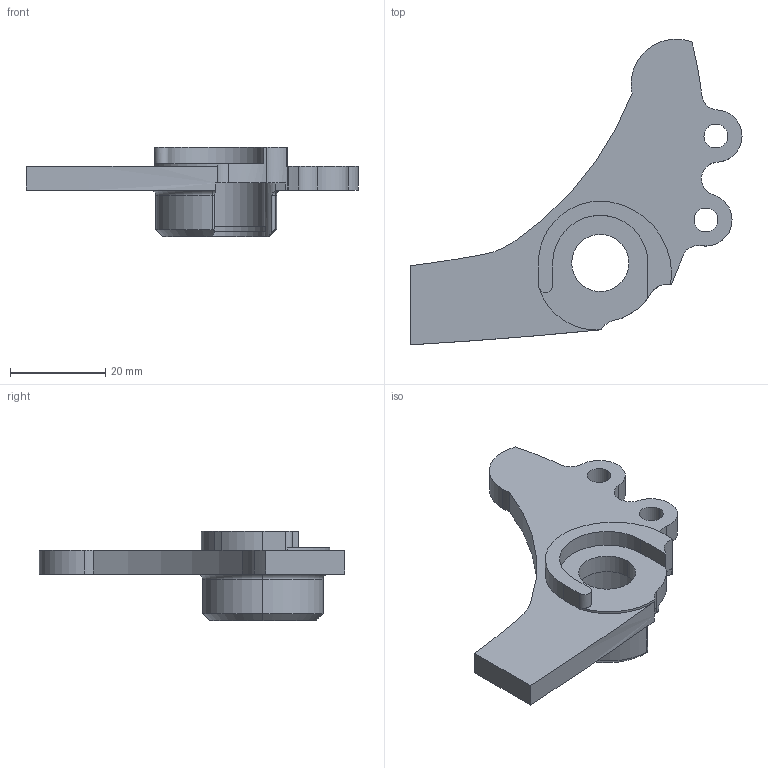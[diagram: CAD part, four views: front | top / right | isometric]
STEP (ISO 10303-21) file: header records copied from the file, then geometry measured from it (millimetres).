
FILE_DESCRIPTION (( 'STEP AP214' ), '1' );
FILE_NAME ('DR0095.STEP', '2022-09-20T14:42:21', ( '' ), ( '' ), 'SwSTEP 2.0', 'SolidWorks 2022', '' );
FILE_SCHEMA (( 'AUTOMOTIVE_DESIGN' ));
Length unit declared in the file: millimetre
Products named in the file (1): DR0095
Bounding box: 69.8 x 64.28 x 18.79 mm (x, y, z)
Volume: 10008.1 mm3; surface area: 6924.9 mm2
Topology: 1 solids, 1 shells, 79 faces, 221 edges, 145 vertices
Faces by surface type: cylinder 55, plane 16, torus 5, cone 3
Entity records: 2682 total; most frequent: DIRECTION 500, CARTESIAN_POINT 493, ORIENTED_EDGE 442, EDGE_CURVE 221, AXIS2_PLACEMENT_3D 208, VERTEX_POINT 145, CIRCLE 128, EDGE_LOOP 86
